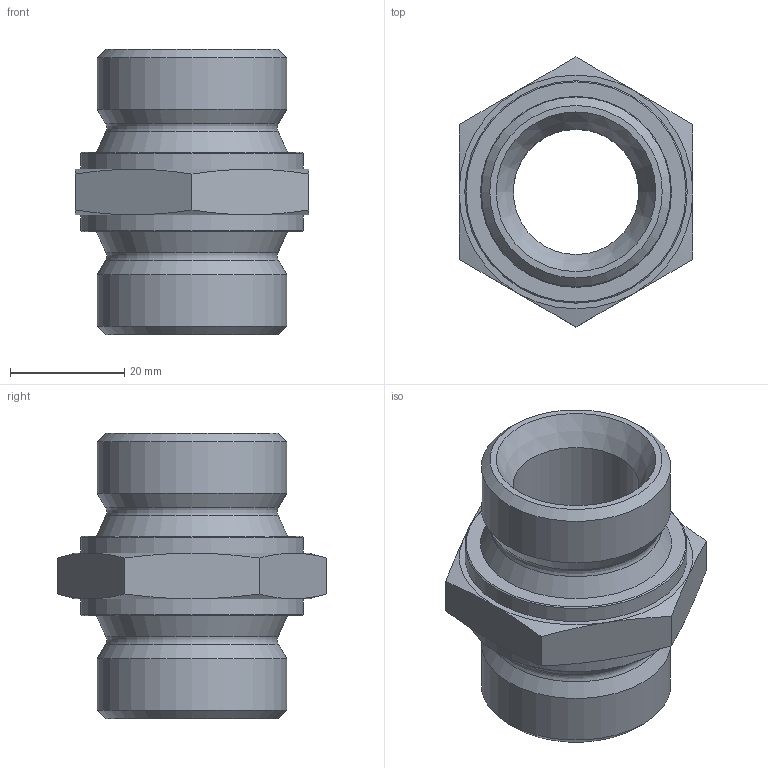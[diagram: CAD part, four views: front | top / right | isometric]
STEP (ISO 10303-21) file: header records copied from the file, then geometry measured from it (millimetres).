
FILE_DESCRIPTION((''),'2;1');
FILE_NAME('30204444.stp','2014-10-29T16:46:48',(''),('KNOMI spol. s r. o.'),'Autodesk Inventor 2012','Autodesk Inventor 2012','');
FILE_SCHEMA(('AUTOMOTIVE_DESIGN { 1 2 10303 214 0 1 1 1 }'));
Length unit declared in the file: millimetre
Products named in the file (1): PS2 G1"/G1"
Bounding box: 41 x 47.34 x 50 mm (x, y, z)
Volume: 28236.6 mm3; surface area: 10752.2 mm2
Topology: 1 solids, 1 shells, 41 faces, 84 edges, 49 vertices
Faces by surface type: cone 22, plane 12, cylinder 5, torus 2
Full cylindrical faces by diameter (mm): 22 x1, 33.249 x2, 39 x2
Entity records: 958 total; most frequent: CARTESIAN_POINT 200, DIRECTION 158, ORIENTED_EDGE 128, AXIS2_PLACEMENT_3D 76, EDGE_CURVE 64, EDGE_LOOP 64, VERTEX_POINT 46, FACE_OUTER_BOUND 41
